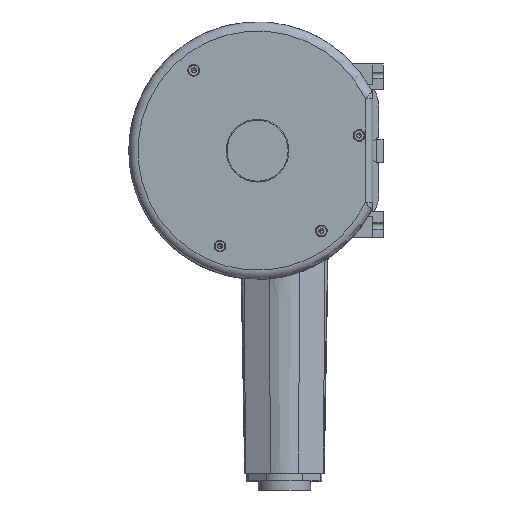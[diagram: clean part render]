
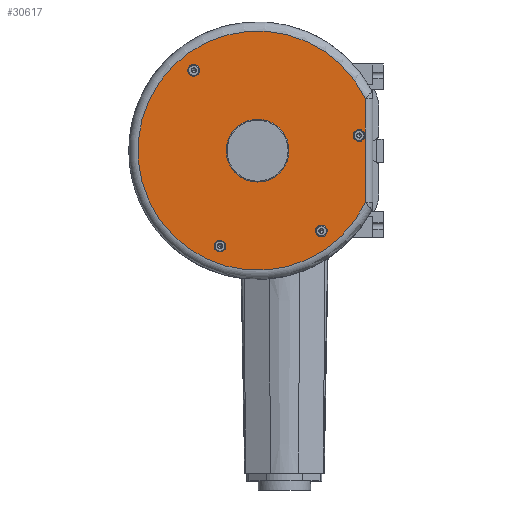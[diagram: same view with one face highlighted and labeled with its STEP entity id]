
A CAD part, left-side view. The second image highlights one B-rep face of the part: STEP entity #30617.
In plain terms, the highlighted planar face has unit normal (-1, 0, 0).
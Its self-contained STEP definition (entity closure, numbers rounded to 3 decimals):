
#12190=CARTESIAN_POINT('',(-328.,-257.5,123.882));
#12209=CARTESIAN_POINT('',(-328.,0.,0.));
#12210=DIRECTION('',(-1.,0.,0.));
#12211=DIRECTION('',(0.,-0.901,0.434));
#12212=AXIS2_PLACEMENT_3D('',#12209,#12210,#12211);
#12231=CARTESIAN_POINT('',(-328.,-257.5,-123.882));
#12248=CARTESIAN_POINT('',(-328.,0.,0.));
#12249=DIRECTION('',(-1.,0.,0.));
#12250=DIRECTION('',(0.,0.,1.));
#12251=AXIS2_PLACEMENT_3D('',#12248,#12249,#12250);
#12253=CARTESIAN_POINT('',(-328.,0.,0.));
#12254=DIRECTION('',(-1.,0.,0.));
#12255=DIRECTION('',(0.,0.,-1.));
#12256=AXIS2_PLACEMENT_3D('',#12253,#12254,#12255);
#12258=CARTESIAN_POINT('',(-328.,152.52,191.744));
#12259=DIRECTION('',(-1.,0.,0.));
#12260=DIRECTION('',(0.,0.,1.));
#12261=AXIS2_PLACEMENT_3D('',#12258,#12259,#12260);
#12263=CARTESIAN_POINT('',(-328.,152.52,191.744));
#12264=DIRECTION('',(-1.,0.,0.));
#12265=DIRECTION('',(0.,0.,-1.));
#12266=AXIS2_PLACEMENT_3D('',#12263,#12264,#12265);
#12268=CARTESIAN_POINT('',(-328.,-242.315,36.214));
#12269=DIRECTION('',(-1.,0.,0.));
#12270=DIRECTION('',(0.,0.,1.));
#12271=AXIS2_PLACEMENT_3D('',#12268,#12269,#12270);
#12273=CARTESIAN_POINT('',(-328.,-242.315,36.214));
#12274=DIRECTION('',(-1.,0.,0.));
#12275=DIRECTION('',(0.,0.,-1.));
#12276=AXIS2_PLACEMENT_3D('',#12273,#12274,#12275);
#12278=CARTESIAN_POINT('',(-328.,-152.52,-191.744));
#12279=DIRECTION('',(-1.,0.,0.));
#12280=DIRECTION('',(0.,0.,1.));
#12281=AXIS2_PLACEMENT_3D('',#12278,#12279,#12280);
#12283=CARTESIAN_POINT('',(-328.,-152.52,-191.744));
#12284=DIRECTION('',(-1.,0.,0.));
#12285=DIRECTION('',(0.,0.,-1.));
#12286=AXIS2_PLACEMENT_3D('',#12283,#12284,#12285);
#12288=CARTESIAN_POINT('',(-328.,89.795,-227.958));
#12289=DIRECTION('',(-1.,0.,0.));
#12290=DIRECTION('',(0.,0.,1.));
#12291=AXIS2_PLACEMENT_3D('',#12288,#12289,#12290);
#12293=CARTESIAN_POINT('',(-328.,89.795,-227.958));
#12294=DIRECTION('',(-1.,0.,0.));
#12295=DIRECTION('',(0.,0.,-1.));
#12296=AXIS2_PLACEMENT_3D('',#12293,#12294,#12295);
#12298=DIRECTION('',(0.,0.,1.));
#12299=VECTOR('',#12298,247.765);
#12300=CARTESIAN_POINT('',(-328.,-257.5,-123.882));
#12301=LINE('',#12300,#12299);
#15601=CARTESIAN_POINT('',(-328.,0.,75.));
#15602=CARTESIAN_POINT('',(-328.,0.,-75.));
#15603=VERTEX_POINT('',#15601);
#15604=VERTEX_POINT('',#15602);
#15605=CARTESIAN_POINT('',(-328.,152.52,205.744));
#15606=CARTESIAN_POINT('',(-328.,152.52,177.744));
#15607=VERTEX_POINT('',#15605);
#15608=VERTEX_POINT('',#15606);
#15609=CARTESIAN_POINT('',(-328.,-242.315,50.214));
#15610=CARTESIAN_POINT('',(-328.,-242.315,22.214));
#15611=VERTEX_POINT('',#15609);
#15612=VERTEX_POINT('',#15610);
#15613=CARTESIAN_POINT('',(-328.,-152.52,-177.744));
#15614=CARTESIAN_POINT('',(-328.,-152.52,-205.744));
#15615=VERTEX_POINT('',#15613);
#15616=VERTEX_POINT('',#15614);
#15617=CARTESIAN_POINT('',(-328.,89.795,-213.958));
#15618=CARTESIAN_POINT('',(-328.,89.795,-241.958));
#15619=VERTEX_POINT('',#15617);
#15620=VERTEX_POINT('',#15618);
#16048=VERTEX_POINT('',#12190);
#16058=VERTEX_POINT('',#12231);
#30578=CARTESIAN_POINT('',(-328.,0.,0.));
#30579=DIRECTION('',(1.,0.,0.));
#30580=DIRECTION('',(0.,-1.,0.));
#30581=AXIS2_PLACEMENT_3D('',#30578,#30579,#30580);
#30582=PLANE('',#30581);
#30583=ORIENTED_EDGE('',*,*,#30572,.F.);
#30584=ORIENTED_EDGE('',*,*,#30469,.F.);
#30585=EDGE_LOOP('',(#30583,#30584));
#30586=FACE_OUTER_BOUND('',#30585,.F.);
#30588=ORIENTED_EDGE('',*,*,#30587,.T.);
#30590=ORIENTED_EDGE('',*,*,#30589,.T.);
#30591=EDGE_LOOP('',(#30588,#30590));
#30592=FACE_BOUND('',#30591,.F.);
#30594=ORIENTED_EDGE('',*,*,#30593,.T.);
#30596=ORIENTED_EDGE('',*,*,#30595,.T.);
#30597=EDGE_LOOP('',(#30594,#30596));
#30598=FACE_BOUND('',#30597,.F.);
#30600=ORIENTED_EDGE('',*,*,#30599,.T.);
#30602=ORIENTED_EDGE('',*,*,#30601,.T.);
#30603=EDGE_LOOP('',(#30600,#30602));
#30604=FACE_BOUND('',#30603,.F.);
#30606=ORIENTED_EDGE('',*,*,#30605,.T.);
#30608=ORIENTED_EDGE('',*,*,#30607,.T.);
#30609=EDGE_LOOP('',(#30606,#30608));
#30610=FACE_BOUND('',#30609,.F.);
#30612=ORIENTED_EDGE('',*,*,#30611,.T.);
#30614=ORIENTED_EDGE('',*,*,#30613,.T.);
#30615=EDGE_LOOP('',(#30612,#30614));
#30616=FACE_BOUND('',#30615,.F.);
#30617=ADVANCED_FACE('',(#30586,#30592,#30598,#30604,#30610,#30616),#30582,.F.);
#12213=CIRCLE('',#12212,285.75);
#12252=CIRCLE('',#12251,75.);
#12257=CIRCLE('',#12256,75.);
#12262=CIRCLE('',#12261,14.);
#12267=CIRCLE('',#12266,14.);
#12272=CIRCLE('',#12271,14.);
#12277=CIRCLE('',#12276,14.);
#12282=CIRCLE('',#12281,14.);
#12287=CIRCLE('',#12286,14.);
#12292=CIRCLE('',#12291,14.);
#12297=CIRCLE('',#12296,14.);
#30469=EDGE_CURVE('',#16048,#16058,#12213,.T.);
#30572=EDGE_CURVE('',#16058,#16048,#12301,.T.);
#30587=EDGE_CURVE('',#15603,#15604,#12252,.T.);
#30589=EDGE_CURVE('',#15604,#15603,#12257,.T.);
#30593=EDGE_CURVE('',#15607,#15608,#12262,.T.);
#30595=EDGE_CURVE('',#15608,#15607,#12267,.T.);
#30599=EDGE_CURVE('',#15611,#15612,#12272,.T.);
#30601=EDGE_CURVE('',#15612,#15611,#12277,.T.);
#30605=EDGE_CURVE('',#15615,#15616,#12282,.T.);
#30607=EDGE_CURVE('',#15616,#15615,#12287,.T.);
#30611=EDGE_CURVE('',#15619,#15620,#12292,.T.);
#30613=EDGE_CURVE('',#15620,#15619,#12297,.T.);
